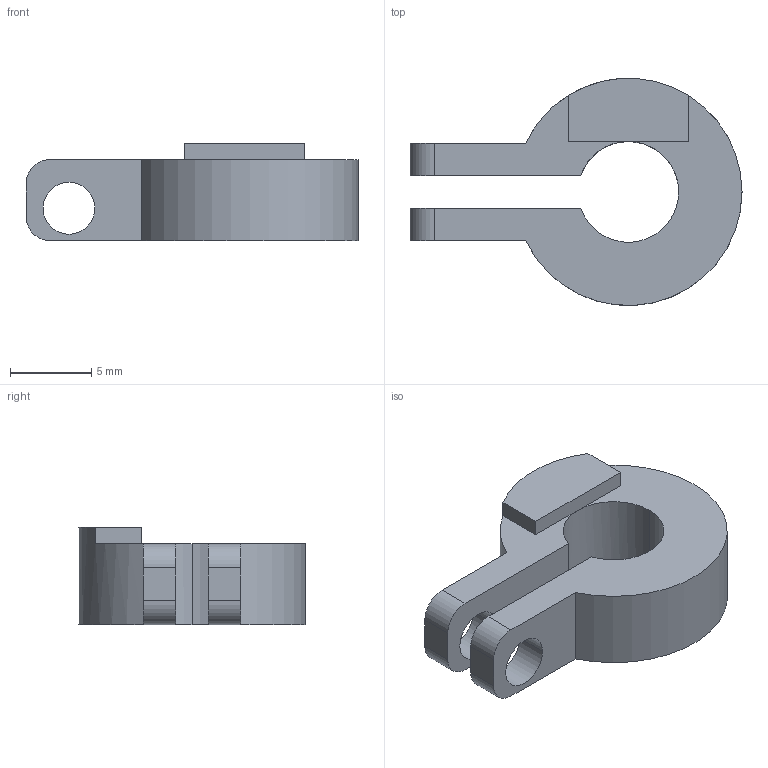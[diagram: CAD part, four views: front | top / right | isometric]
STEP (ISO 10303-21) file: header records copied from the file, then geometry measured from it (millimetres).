
FILE_DESCRIPTION (( 'STEP AP203' ), '1' );
FILE_NAME ('转盘轴连接(加大 - 副本 (2).STEP', '2025-09-17T00:29:41', ( '' ), ( '' ), 'SwSTEP 2.0', 'SolidWorks 2025', '' );
FILE_SCHEMA (( 'CONFIG_CONTROL_DESIGN' ));
Length unit declared in the file: millimetre
Products named in the file (1): 转盘轴连接(加大 - 副本 (2)
Bounding box: 20.45 x 13.98 x 6 mm (x, y, z)
Volume: 705.1 mm3; surface area: 778.3 mm2
Topology: 1 solids, 1 shells, 25 faces, 68 edges, 45 vertices
Faces by surface type: plane 13, cylinder 12
Entity records: 886 total; most frequent: DIRECTION 147, CARTESIAN_POINT 139, ORIENTED_EDGE 136, EDGE_CURVE 68, AXIS2_PLACEMENT_3D 53, VERTEX_POINT 45, VECTOR 41, LINE 41
